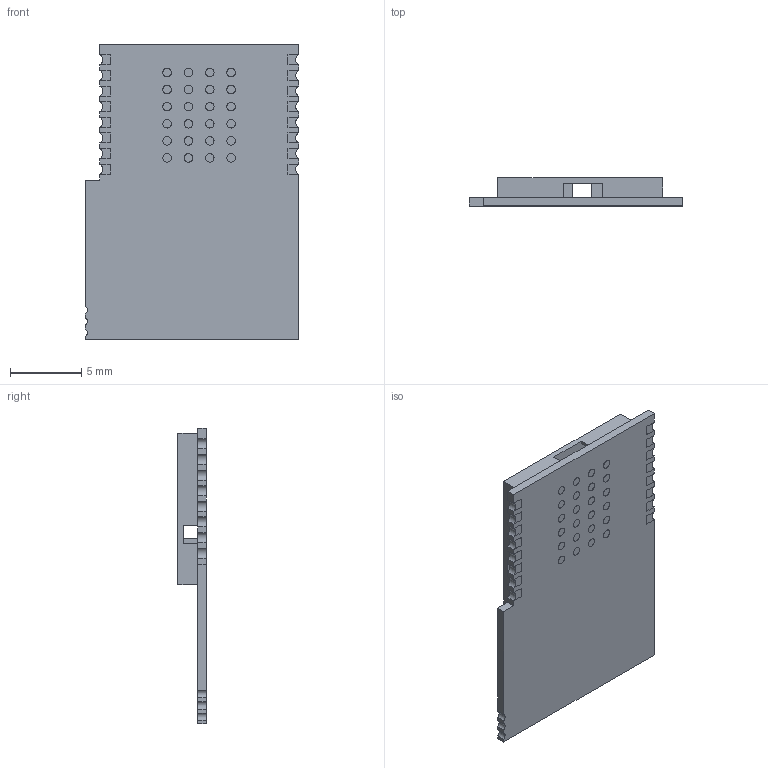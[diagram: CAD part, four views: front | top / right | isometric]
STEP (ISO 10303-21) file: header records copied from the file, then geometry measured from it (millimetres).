
FILE_DESCRIPTION((''),'2;1');
FILE_NAME('BT832AF','2018-10-16T',('Administrator'),(''),'PRO/ENGINEER BY PARAMETRIC TECHNOLOGY CORPORATION, 2010280','PRO/ENGINEER BY PARAMETRIC TECHNOLOGY CORPORATION, 2010280','');
FILE_SCHEMA(('CONFIG_CONTROL_DESIGN','SHAPE_APPEARANCE_LAYERS_GROUPS'));
Length unit declared in the file: millimetre
Products named in the file (1): BT832AF
Bounding box: 15 x 2 x 20.8 mm (x, y, z)
Volume: 236.6 mm3; surface area: 970 mm2
Topology: 1 solids, 1 shells, 501 faces, 1334 edges, 868 vertices
Faces by surface type: plane 434, cylinder 67
Entity records: 15946 total; most frequent: CARTESIAN_POINT 2703, ORIENTED_EDGE 2668, DIRECTION 2470, EDGE_CURVE 1334, VECTOR 1200, LINE 1200, VERTEX_POINT 868, AXIS2_PLACEMENT_3D 635
